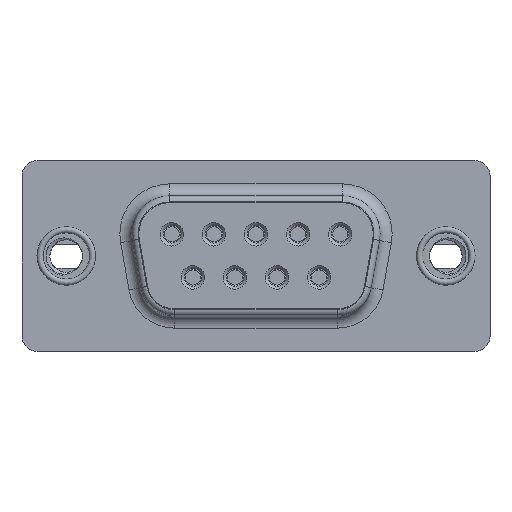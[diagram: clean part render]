
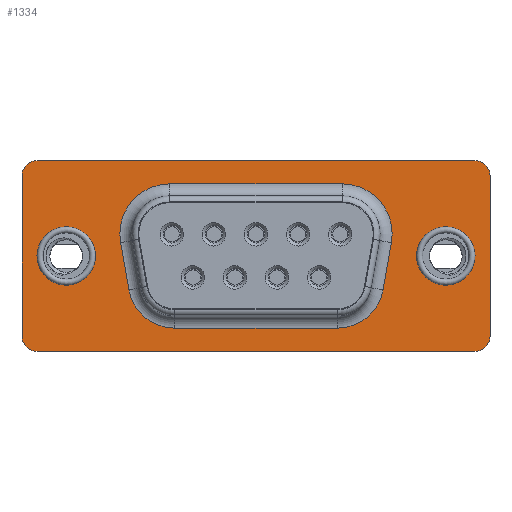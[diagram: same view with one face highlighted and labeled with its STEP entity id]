
A CAD part, top view. The second image highlights one B-rep face of the part: STEP entity #1334.
In plain terms, the highlighted planar face has unit normal (0, 0, 1).
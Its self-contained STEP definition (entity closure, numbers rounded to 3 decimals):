
#273=LINE('',#11710,#557);
#274=LINE('',#11714,#558);
#275=LINE('',#11718,#559);
#276=LINE('',#11722,#560);
#277=LINE('',#11723,#561);
#278=LINE('',#11728,#562);
#279=LINE('',#11732,#563);
#280=LINE('',#11736,#564);
#557=VECTOR('',#6161,1.);
#558=VECTOR('',#6164,1.);
#559=VECTOR('',#6167,1.);
#560=VECTOR('',#6170,1.);
#561=VECTOR('',#6171,1.);
#562=VECTOR('',#6174,1.);
#563=VECTOR('',#6177,1.);
#564=VECTOR('',#6180,1.);
#856=PLANE('',#5152);
#1027=FACE_OUTER_BOUND('',#2084,.T.);
#1334=ADVANCED_FACE('',(#1759,#1027,#1760,#1761),#856,.T.);
#1759=FACE_BOUND('',#2083,.T.);
#1760=FACE_BOUND('',#2085,.T.);
#1761=FACE_BOUND('',#2086,.T.);
#2083=EDGE_LOOP('',(#2845,#2846,#2847,#2848,#2849,#2850,#2851,#2852));
#2084=EDGE_LOOP('',(#2853,#2854,#2855,#2856,#2857,#2858,#2859,#2860));
#2085=EDGE_LOOP('',(#2861));
#2086=EDGE_LOOP('',(#2862));
#2845=ORIENTED_EDGE('',*,*,#4230,.T.);
#2846=ORIENTED_EDGE('',*,*,#4231,.T.);
#2847=ORIENTED_EDGE('',*,*,#4232,.T.);
#2848=ORIENTED_EDGE('',*,*,#4233,.T.);
#2849=ORIENTED_EDGE('',*,*,#4234,.T.);
#2850=ORIENTED_EDGE('',*,*,#4235,.T.);
#2851=ORIENTED_EDGE('',*,*,#4236,.T.);
#2852=ORIENTED_EDGE('',*,*,#4237,.T.);
#2853=ORIENTED_EDGE('',*,*,#4238,.T.);
#2854=ORIENTED_EDGE('',*,*,#4239,.T.);
#2855=ORIENTED_EDGE('',*,*,#4240,.T.);
#2856=ORIENTED_EDGE('',*,*,#4241,.T.);
#2857=ORIENTED_EDGE('',*,*,#4242,.T.);
#2858=ORIENTED_EDGE('',*,*,#4243,.T.);
#2859=ORIENTED_EDGE('',*,*,#4244,.F.);
#2860=ORIENTED_EDGE('',*,*,#4245,.T.);
#2861=ORIENTED_EDGE('',*,*,#4246,.T.);
#2862=ORIENTED_EDGE('',*,*,#4247,.T.);
#3750=VERTEX_POINT('',#11708);
#3751=VERTEX_POINT('',#11709);
#3752=VERTEX_POINT('',#11711);
#3753=VERTEX_POINT('',#11713);
#3754=VERTEX_POINT('',#11715);
#3755=VERTEX_POINT('',#11717);
#3756=VERTEX_POINT('',#11719);
#3757=VERTEX_POINT('',#11721);
#3758=VERTEX_POINT('',#11724);
#3759=VERTEX_POINT('',#11725);
#3760=VERTEX_POINT('',#11727);
#3761=VERTEX_POINT('',#11729);
#3762=VERTEX_POINT('',#11731);
#3763=VERTEX_POINT('',#11733);
#3764=VERTEX_POINT('',#11735);
#3765=VERTEX_POINT('',#11737);
#3766=VERTEX_POINT('',#11740);
#3767=VERTEX_POINT('',#11742);
#4230=EDGE_CURVE('',#3750,#3751,#4690,.T.);
#4231=EDGE_CURVE('',#3751,#3752,#273,.T.);
#4232=EDGE_CURVE('',#3752,#3753,#4691,.T.);
#4233=EDGE_CURVE('',#3753,#3754,#274,.T.);
#4234=EDGE_CURVE('',#3754,#3755,#4692,.T.);
#4235=EDGE_CURVE('',#3755,#3756,#275,.T.);
#4236=EDGE_CURVE('',#3756,#3757,#4693,.T.);
#4237=EDGE_CURVE('',#3757,#3750,#276,.T.);
#4238=EDGE_CURVE('',#3758,#3759,#277,.T.);
#4239=EDGE_CURVE('',#3759,#3760,#4694,.T.);
#4240=EDGE_CURVE('',#3760,#3761,#278,.T.);
#4241=EDGE_CURVE('',#3761,#3762,#4695,.T.);
#4242=EDGE_CURVE('',#3762,#3763,#279,.T.);
#4243=EDGE_CURVE('',#3763,#3764,#4696,.T.);
#4244=EDGE_CURVE('',#3765,#3764,#280,.T.);
#4245=EDGE_CURVE('',#3765,#3758,#4697,.T.);
#4246=EDGE_CURVE('',#3766,#3766,#4698,.T.);
#4247=EDGE_CURVE('',#3767,#3767,#4699,.T.);
#4690=CIRCLE('',#5142,3.3);
#4691=CIRCLE('',#5143,3.3);
#4692=CIRCLE('',#5144,3.05);
#4693=CIRCLE('',#5145,3.05);
#4694=CIRCLE('',#5146,1.);
#4695=CIRCLE('',#5147,1.);
#4696=CIRCLE('',#5148,1.);
#4697=CIRCLE('',#5149,1.);
#4698=CIRCLE('',#5150,1.625);
#4699=CIRCLE('',#5151,1.825);
#5142=AXIS2_PLACEMENT_3D('',#11707,#6159,#6160);
#5143=AXIS2_PLACEMENT_3D('',#11712,#6162,#6163);
#5144=AXIS2_PLACEMENT_3D('',#11716,#6165,#6166);
#5145=AXIS2_PLACEMENT_3D('',#11720,#6168,#6169);
#5146=AXIS2_PLACEMENT_3D('',#11726,#6172,#6173);
#5147=AXIS2_PLACEMENT_3D('',#11730,#6175,#6176);
#5148=AXIS2_PLACEMENT_3D('',#11734,#6178,#6179);
#5149=AXIS2_PLACEMENT_3D('',#11738,#6181,#6182);
#5150=AXIS2_PLACEMENT_3D('',#11739,#6183,#6184);
#5151=AXIS2_PLACEMENT_3D('',#11741,#6185,#6186);
#5152=AXIS2_PLACEMENT_3D('',#11743,#6187,#6188);
#6159=DIRECTION('',(0.,0.,-1.));
#6160=DIRECTION('',(1.,0.,0.));
#6161=DIRECTION('',(1.,0.,0.));
#6162=DIRECTION('',(0.,0.,-1.));
#6163=DIRECTION('',(1.,0.,0.));
#6164=DIRECTION('',(-0.174,-0.985,0.));
#6165=DIRECTION('',(0.,0.,-1.));
#6166=DIRECTION('',(1.,0.,0.));
#6167=DIRECTION('',(-1.,0.,0.));
#6168=DIRECTION('',(0.,0.,-1.));
#6169=DIRECTION('',(1.,0.,0.));
#6170=DIRECTION('',(-0.174,0.985,0.));
#6171=DIRECTION('',(1.,0.,0.));
#6172=DIRECTION('',(0.,0.,1.));
#6173=DIRECTION('',(1.,0.,0.));
#6174=DIRECTION('',(0.,1.,0.));
#6175=DIRECTION('',(0.,0.,1.));
#6176=DIRECTION('',(1.,0.,0.));
#6177=DIRECTION('',(-1.,0.,0.));
#6178=DIRECTION('',(0.,0.,1.));
#6179=DIRECTION('',(1.,0.,0.));
#6180=DIRECTION('',(0.,1.,0.));
#6181=DIRECTION('',(0.,0.,1.));
#6182=DIRECTION('',(1.,0.,0.));
#6183=DIRECTION('',(0.,0.,-1.));
#6184=DIRECTION('',(1.,0.,0.));
#6185=DIRECTION('',(0.,0.,-1.));
#6186=DIRECTION('',(1.,0.,0.));
#6187=DIRECTION('',(0.,0.,1.));
#6188=DIRECTION('',(1.,0.,0.));
#11707=CARTESIAN_POINT('',(-5.665,1.45,0.));
#11708=CARTESIAN_POINT('',(-8.915,0.877,0.));
#11709=CARTESIAN_POINT('',(-5.665,4.75,0.));
#11710=CARTESIAN_POINT('',(15.405,4.75,0.));
#11711=CARTESIAN_POINT('',(5.665,4.75,0.));
#11712=CARTESIAN_POINT('',(5.665,1.45,0.));
#11713=CARTESIAN_POINT('',(8.915,0.877,0.));
#11714=CARTESIAN_POINT('',(7.883,-4.974,0.));
#11715=CARTESIAN_POINT('',(8.367,-2.23,0.));
#11716=CARTESIAN_POINT('',(5.363,-1.7,0.));
#11717=CARTESIAN_POINT('',(5.363,-4.75,0.));
#11718=CARTESIAN_POINT('',(15.405,-4.75,0.));
#11719=CARTESIAN_POINT('',(-5.363,-4.75,0.));
#11720=CARTESIAN_POINT('',(-5.363,-1.7,0.));
#11721=CARTESIAN_POINT('',(-8.367,-2.23,0.));
#11722=CARTESIAN_POINT('',(-6.954,-10.243,0.));
#11723=CARTESIAN_POINT('',(15.405,-6.275,0.));
#11724=CARTESIAN_POINT('',(-14.405,-6.275,0.));
#11725=CARTESIAN_POINT('',(14.405,-6.275,0.));
#11726=CARTESIAN_POINT('',(14.405,-5.275,0.));
#11727=CARTESIAN_POINT('',(15.405,-5.275,0.));
#11728=CARTESIAN_POINT('',(15.405,-6.3,0.));
#11729=CARTESIAN_POINT('',(15.405,5.275,0.));
#11730=CARTESIAN_POINT('',(14.405,5.275,0.));
#11731=CARTESIAN_POINT('',(14.405,6.275,0.));
#11732=CARTESIAN_POINT('',(-15.405,6.275,0.));
#11733=CARTESIAN_POINT('',(-14.405,6.275,0.));
#11734=CARTESIAN_POINT('',(-14.405,5.275,0.));
#11735=CARTESIAN_POINT('',(-15.405,5.275,0.));
#11736=CARTESIAN_POINT('',(-15.405,-6.3,0.));
#11737=CARTESIAN_POINT('',(-15.405,-5.275,0.));
#11738=CARTESIAN_POINT('',(-14.405,-5.275,0.));
#11739=CARTESIAN_POINT('',(12.495,0.,0.));
#11740=CARTESIAN_POINT('',(14.12,0.,0.));
#11741=CARTESIAN_POINT('',(-12.495,0.,0.));
#11742=CARTESIAN_POINT('',(-10.67,0.,0.));
#11743=CARTESIAN_POINT('',(15.405,-6.3,0.));
